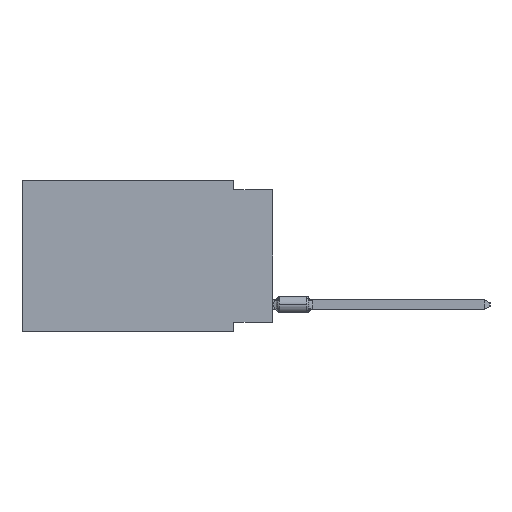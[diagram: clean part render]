
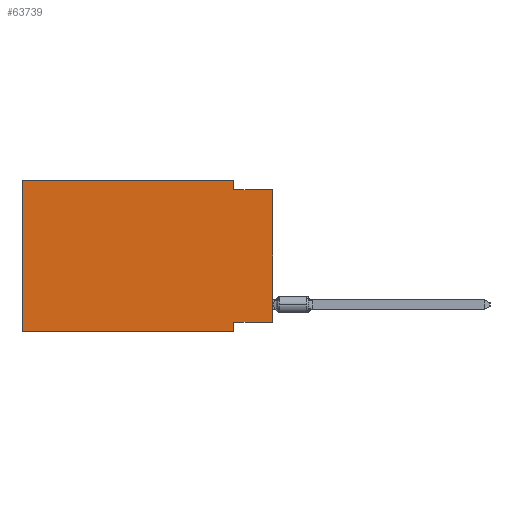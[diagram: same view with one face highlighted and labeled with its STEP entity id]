
A CAD part, left-side view. The second image highlights one B-rep face of the part: STEP entity #63739.
In plain terms, the highlighted planar face has unit normal (-1, 0, 0).
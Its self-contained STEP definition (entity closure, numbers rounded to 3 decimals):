
#253 = VECTOR ( 'NONE', #15737, 1000. ) ;
#1375 = CARTESIAN_POINT ( 'NONE',  ( 0., 16.383, 0. ) ) ;
#2555 = VERTEX_POINT ( 'NONE', #63253 ) ;
#2789 = DIRECTION ( 'NONE',  ( 0., 0., -1. ) ) ;
#4552 = LINE ( 'NONE', #11428, #70451 ) ;
#6569 = ORIENTED_EDGE ( 'NONE', *, *, #25594, .T. ) ;
#11428 = CARTESIAN_POINT ( 'NONE',  ( 0., 0., -9.271 ) ) ;
#11587 = CARTESIAN_POINT ( 'NONE',  ( 0., 2.54, -9.906 ) ) ;
#13001 = VERTEX_POINT ( 'NONE', #65116 ) ;
#13018 = VERTEX_POINT ( 'NONE', #16166 ) ;
#14032 = CARTESIAN_POINT ( 'NONE',  ( 0., 16.383, 0. ) ) ;
#14383 = PLANE ( 'NONE',  #40506 ) ;
#14577 = EDGE_CURVE ( 'NONE', #16534, #2555, #4552, .T. ) ;
#15141 = ORIENTED_EDGE ( 'NONE', *, *, #14577, .F. ) ;
#15294 = CARTESIAN_POINT ( 'NONE',  ( 0., 2.54, 0. ) ) ;
#15737 = DIRECTION ( 'NONE',  ( 0., 0., -1. ) ) ;
#15930 = DIRECTION ( 'NONE',  ( 0., -1., 0. ) ) ;
#16166 = CARTESIAN_POINT ( 'NONE',  ( 0., 2.54, 0. ) ) ;
#16534 = VERTEX_POINT ( 'NONE', #43330 ) ;
#16815 = CARTESIAN_POINT ( 'NONE',  ( 0., 2.54, -9.906 ) ) ;
#17000 = VERTEX_POINT ( 'NONE', #38531 ) ;
#20358 = CARTESIAN_POINT ( 'NONE',  ( 0., 16.383, -9.906 ) ) ;
#20695 = ORIENTED_EDGE ( 'NONE', *, *, #67078, .F. ) ;
#20739 = DIRECTION ( 'NONE',  ( 0., 0., -1. ) ) ;
#21806 = CARTESIAN_POINT ( 'NONE',  ( 0., 16.383, -9.906 ) ) ;
#22086 = CARTESIAN_POINT ( 'NONE',  ( 0., 16.383, 0. ) ) ;
#23072 = CARTESIAN_POINT ( 'NONE',  ( 0., 2.54, -0.635 ) ) ;
#23539 = ORIENTED_EDGE ( 'NONE', *, *, #68809, .F. ) ;
#23896 = LINE ( 'NONE', #40224, #70085 ) ;
#24489 = EDGE_LOOP ( 'NONE', ( #36340, #48353, #20695, #23539, #63056, #6569, #35208, #15141 ) ) ;
#25594 = EDGE_CURVE ( 'NONE', #55817, #68799, #70388, .T. ) ;
#26267 = LINE ( 'NONE', #54557, #59203 ) ;
#27059 = VECTOR ( 'NONE', #20739, 1000. ) ;
#27313 = LINE ( 'NONE', #16815, #253 ) ;
#29972 = FACE_OUTER_BOUND ( 'NONE', #24489, .T. ) ;
#30714 = EDGE_CURVE ( 'NONE', #55817, #17000, #68427, .T. ) ;
#35208 = ORIENTED_EDGE ( 'NONE', *, *, #58136, .F. ) ;
#36340 = ORIENTED_EDGE ( 'NONE', *, *, #57057, .T. ) ;
#36479 = DIRECTION ( 'NONE',  ( 1., 0., 0. ) ) ;
#38256 = DIRECTION ( 'NONE',  ( 0., 1., 0. ) ) ;
#38531 = CARTESIAN_POINT ( 'NONE',  ( 0., 16.383, 0. ) ) ;
#38891 = VECTOR ( 'NONE', #61555, 1000. ) ;
#40033 = VECTOR ( 'NONE', #15930, 1000. ) ;
#40224 = CARTESIAN_POINT ( 'NONE',  ( 0., 0., -0.635 ) ) ;
#40506 = AXIS2_PLACEMENT_3D ( 'NONE', #14032, #36479, #2789 ) ;
#43330 = CARTESIAN_POINT ( 'NONE',  ( 0., 0., -9.271 ) ) ;
#45665 = DIRECTION ( 'NONE',  ( 0., -1., 0. ) ) ;
#46076 = EDGE_CURVE ( 'NONE', #56847, #13001, #23896, .T. ) ;
#48353 = ORIENTED_EDGE ( 'NONE', *, *, #46076, .F. ) ;
#52674 = LINE ( 'NONE', #15294, #27059 ) ;
#54058 = DIRECTION ( 'NONE',  ( 0., -1., 0. ) ) ;
#54557 = CARTESIAN_POINT ( 'NONE',  ( 0., 0., 0. ) ) ;
#55060 = LINE ( 'NONE', #22086, #40033 ) ;
#55817 = VERTEX_POINT ( 'NONE', #21806 ) ;
#56847 = VERTEX_POINT ( 'NONE', #23072 ) ;
#57057 = EDGE_CURVE ( 'NONE', #16534, #13001, #26267, .T. ) ;
#58136 = EDGE_CURVE ( 'NONE', #2555, #68799, #27313, .T. ) ;
#59203 = VECTOR ( 'NONE', #59282, 1000. ) ;
#59282 = DIRECTION ( 'NONE',  ( 0., 0., 1. ) ) ;
#61555 = DIRECTION ( 'NONE',  ( 0., 0., 1. ) ) ;
#63056 = ORIENTED_EDGE ( 'NONE', *, *, #30714, .F. ) ;
#63253 = CARTESIAN_POINT ( 'NONE',  ( 0., 2.54, -9.271 ) ) ;
#63739 = ADVANCED_FACE ( 'NONE', ( #29972 ), #14383, .F. ) ;
#65116 = CARTESIAN_POINT ( 'NONE',  ( 0., 0., -0.635 ) ) ;
#67078 = EDGE_CURVE ( 'NONE', #13018, #56847, #52674, .T. ) ;
#67344 = VECTOR ( 'NONE', #54058, 1000. ) ;
#68427 = LINE ( 'NONE', #1375, #38891 ) ;
#68799 = VERTEX_POINT ( 'NONE', #11587 ) ;
#68809 = EDGE_CURVE ( 'NONE', #17000, #13018, #55060, .T. ) ;
#70085 = VECTOR ( 'NONE', #45665, 1000. ) ;
#70388 = LINE ( 'NONE', #20358, #67344 ) ;
#70451 = VECTOR ( 'NONE', #38256, 1000. ) ;
